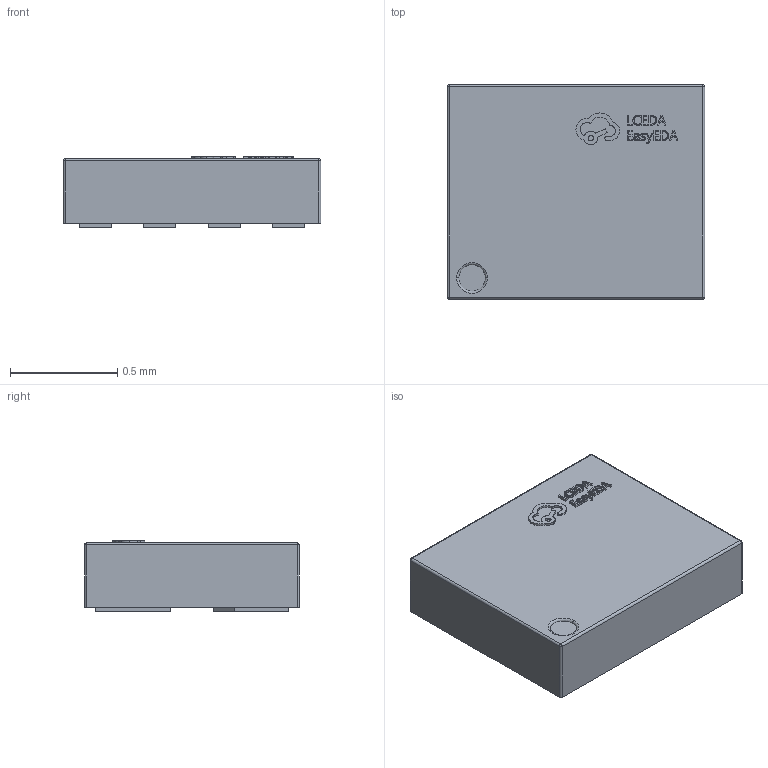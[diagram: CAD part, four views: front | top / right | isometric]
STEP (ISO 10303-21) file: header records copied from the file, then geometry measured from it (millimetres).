
FILE_DESCRIPTION (( 'STEP AP214' ), '1' );
FILE_NAME ('X2-DFN1210-8_L1.2-W1.0-P0.30-BL.step', '2022-06-30T14:14:02', ( '' ), ( '' ), 'SwSTEP 2.0', 'SolidWorks 2020', '' );
FILE_SCHEMA (( 'AUTOMOTIVE_DESIGN' ));
Length unit declared in the file: millimetre
Products named in the file (1): X2-DFN1210-8_L1.2-W1.0-P0.30-BL
Bounding box: 1.2 x 1 x 0.33 mm (x, y, z)
Volume: 0.4 mm3; surface area: 3.9 mm2
Topology: 1 solids, 1 shells, 345 faces, 916 edges, 604 vertices
Faces by surface type: plane 219, bspline 112, cylinder 8, sphere 4, torus 2
Entity records: 15593 total; most frequent: CARTESIAN_POINT 3966, ORIENTED_EDGE 1824, DIRECTION 1174, EDGE_CURVE 912, VECTOR 662, LINE 662, VERTEX_POINT 604, EDGE_LOOP 380
